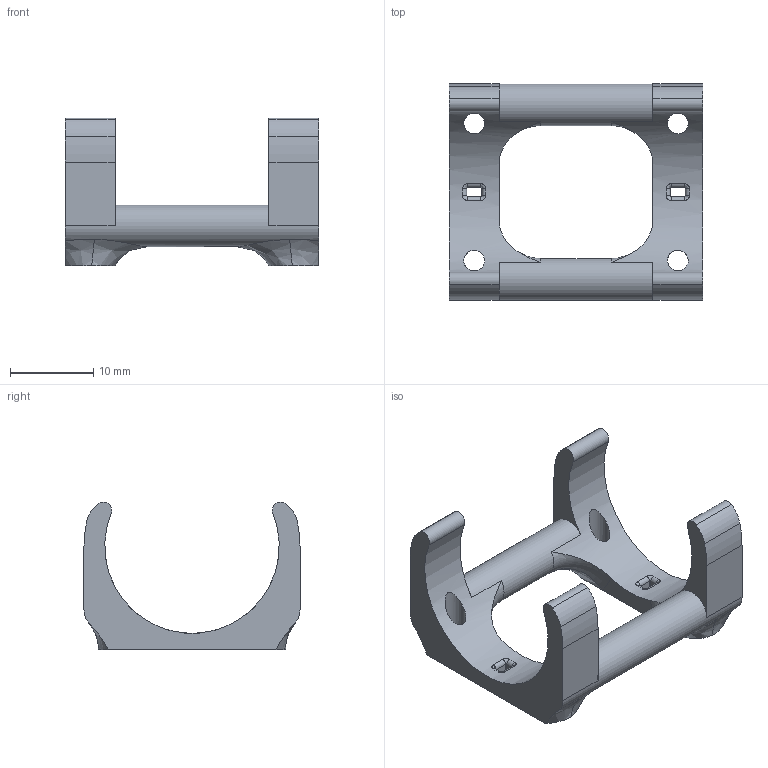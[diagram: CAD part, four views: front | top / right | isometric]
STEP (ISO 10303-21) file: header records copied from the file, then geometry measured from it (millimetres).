
FILE_DESCRIPTION(/* description */ (''),/* implementation_level */ '2;1');
FILE_NAME(/* name */ 'battery holder.stp',/* time_stamp */ '2020-07-27T18:06:34+02:00',/* author */ ('franc'),/* organization */ (''),/* preprocessor_version */ 'ST-DEVELOPER v18',/* originating_system */ 'Autodesk Inventor 2020',/* authorisation */ '');
FILE_SCHEMA (('AUTOMOTIVE_DESIGN { 1 0 10303 214 3 1 1 }'));
Length unit declared in the file: millimetre
Products named in the file (1): battery holder
Bounding box: 30.5 x 26 x 17.8 mm (x, y, z)
Volume: 2690 mm3; surface area: 2570.7 mm2
Topology: 1 solids, 1 shells, 102 faces, 278 edges, 176 vertices
Faces by surface type: cylinder 44, plane 22, bspline 20, torus 16
Full cylindrical faces by diameter (mm): 2.5 x4, 5 x2
Entity records: 4300 total; most frequent: CARTESIAN_POINT 1661, ORIENTED_EDGE 556, DIRECTION 516, EDGE_CURVE 278, AXIS2_PLACEMENT_3D 215, VERTEX_POINT 176, CIRCLE 132, EDGE_LOOP 114
